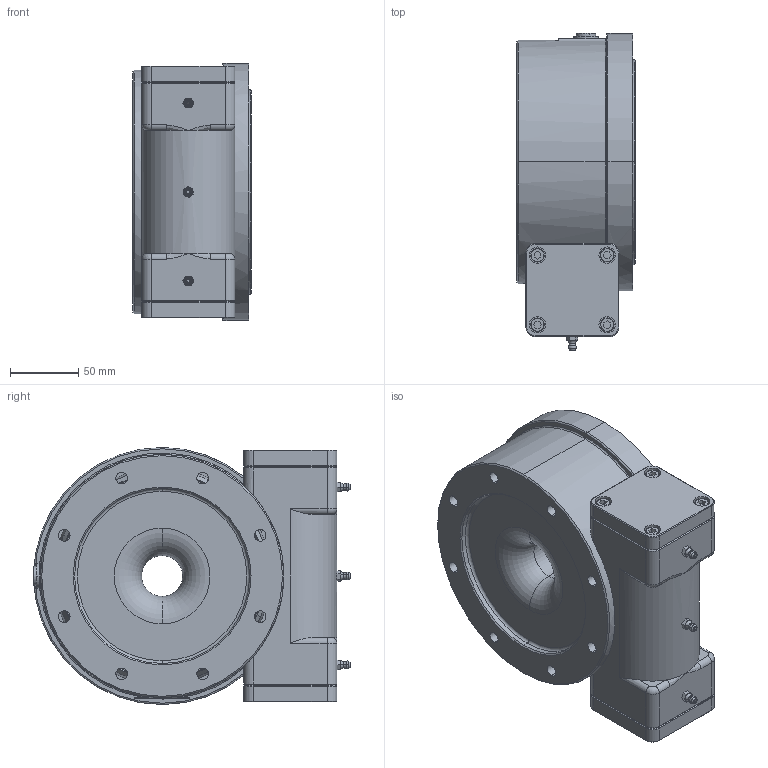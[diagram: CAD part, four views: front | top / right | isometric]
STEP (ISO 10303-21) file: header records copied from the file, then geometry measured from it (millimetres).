
FILE_DESCRIPTION (( 'STEP AP214' ), '1' );
FILE_NAME ('TE160-A0-RM - Assembly - SH.STEP', '2018-04-16T12:58:57', ( '' ), ( '' ), 'SwSTEP 2.0', 'SolidWorks 2016', '' );
FILE_SCHEMA (( 'AUTOMOTIVE_DESIGN' ));
Length unit declared in the file: millimetre
Products named in the file (1): TE160-A0-RM - Assembly - SH
Bounding box: 86.3 x 231.7 x 188 mm (x, y, z)
Surface area: 192634.7 mm2 (no closed solid volume)
Topology: 0 solids, 40 shells, 555 faces, 1936 edges, 1425 vertices
Faces by surface type: plane 240, cylinder 160, cone 83, torus 62, bspline 10
Entity records: 30421 total; most frequent: CARTESIAN_POINT 8022, DIRECTION 3288, ORIENTED_EDGE 3010, EDGE_CURVE 1932, VERTEX_POINT 1425, AXIS2_PLACEMENT_3D 1131, LINE 1026, VECTOR 1026
